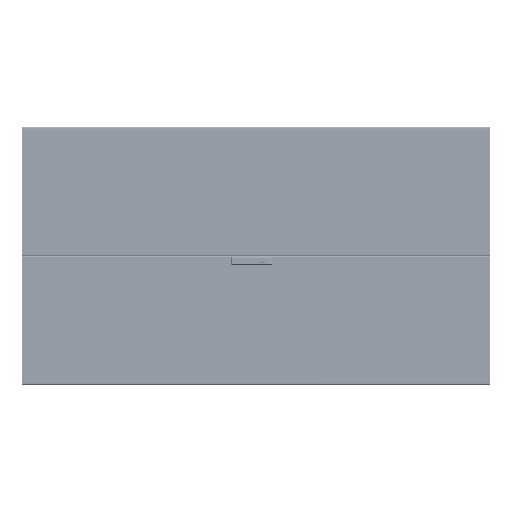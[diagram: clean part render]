
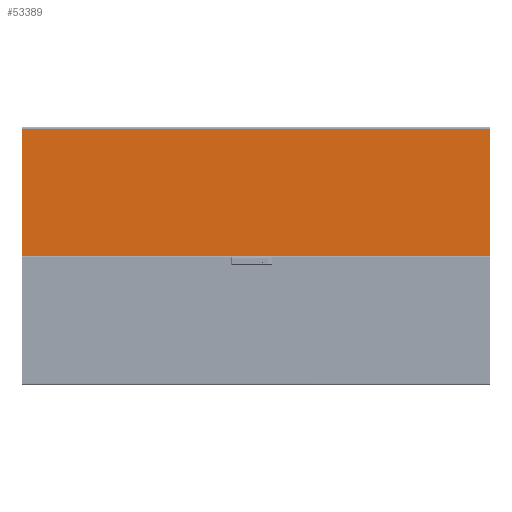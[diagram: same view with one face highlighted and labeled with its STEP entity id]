
A CAD part, top view. The second image highlights one B-rep face of the part: STEP entity #53389.
In plain terms, the highlighted face is planar.
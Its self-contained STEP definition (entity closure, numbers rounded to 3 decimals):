
#34698 = ORIENTED_EDGE ( 'NONE', *, *, #53763, .T. ) ;
#34704 = ORIENTED_EDGE ( 'NONE', *, *, #53762, .T. ) ;
#34708 = ORIENTED_EDGE ( 'NONE', *, *, #53756, .T. ) ;
#34713 = ORIENTED_EDGE ( 'NONE', *, *, #53764, .T. ) ;
#47921 = AXIS2_PLACEMENT_3D ( 'NONE', #80893, #80898, #80899 ) ;
#53389 = ADVANCED_FACE ( 'NONE', ( #77217 ), #80895, .F. ) ;
#53756 = EDGE_CURVE ( 'NONE', #101885, #101898, #78315, .T. ) ;
#53762 = EDGE_CURVE ( 'NONE', #101918, #101885, #78333, .T. ) ;
#53763 = EDGE_CURVE ( 'NONE', #101876, #101918, #78337, .T. ) ;
#53764 = EDGE_CURVE ( 'NONE', #101898, #101876, #78341, .T. ) ;
#65673 = CARTESIAN_POINT ( 'NONE',  ( -294.9, -1075.49, 0. ) ) ;
#65690 = CARTESIAN_POINT ( 'NONE',  ( 287.5, 1075.49, 0. ) ) ;
#65714 = CARTESIAN_POINT ( 'NONE',  ( 287.5, -1075.49, 0. ) ) ;
#65750 = CARTESIAN_POINT ( 'NONE',  ( -294.9, 1075.49, 0. ) ) ;
#77217 = FACE_OUTER_BOUND ( 'NONE', #88107, .T. ) ;
#78310 = VECTOR ( 'NONE', #82223, 1000. ) ;
#78315 = LINE ( 'NONE', #82216, #78310 ) ;
#78333 = LINE ( 'NONE', #82233, #78335 ) ;
#78335 = VECTOR ( 'NONE', #82237, 1000. ) ;
#78337 = LINE ( 'NONE', #82238, #78339 ) ;
#78339 = VECTOR ( 'NONE', #82239, 1000. ) ;
#78341 = LINE ( 'NONE', #82240, #78343 ) ;
#78343 = VECTOR ( 'NONE', #82241, 1000. ) ;
#80893 = CARTESIAN_POINT ( 'NONE',  ( 295., -1075.5, 0. ) ) ;
#80895 = PLANE ( 'NONE',  #47921 ) ;
#80898 = DIRECTION ( 'NONE',  ( 0., 0., 1. ) ) ;
#80899 = DIRECTION ( 'NONE',  ( 1., 0., 0. ) ) ;
#82216 = CARTESIAN_POINT ( 'NONE',  ( 287.5, 1075.49, 0. ) ) ;
#82223 = DIRECTION ( 'NONE',  ( 0., -1., 0. ) ) ;
#82233 = CARTESIAN_POINT ( 'NONE',  ( -295., 1075.49, 0. ) ) ;
#82237 = DIRECTION ( 'NONE',  ( 1., 0., 0. ) ) ;
#82238 = CARTESIAN_POINT ( 'NONE',  ( -294.9, -1075.49, 0. ) ) ;
#82239 = DIRECTION ( 'NONE',  ( 0., 1., 0. ) ) ;
#82240 = CARTESIAN_POINT ( 'NONE',  ( 295., -1075.49, 0. ) ) ;
#82241 = DIRECTION ( 'NONE',  ( -1., 0., 0. ) ) ;
#88107 = EDGE_LOOP ( 'NONE', ( #34698, #34704, #34708, #34713 ) ) ;
#101876 = VERTEX_POINT ( 'NONE', #65673 ) ;
#101885 = VERTEX_POINT ( 'NONE', #65690 ) ;
#101898 = VERTEX_POINT ( 'NONE', #65714 ) ;
#101918 = VERTEX_POINT ( 'NONE', #65750 ) ;
